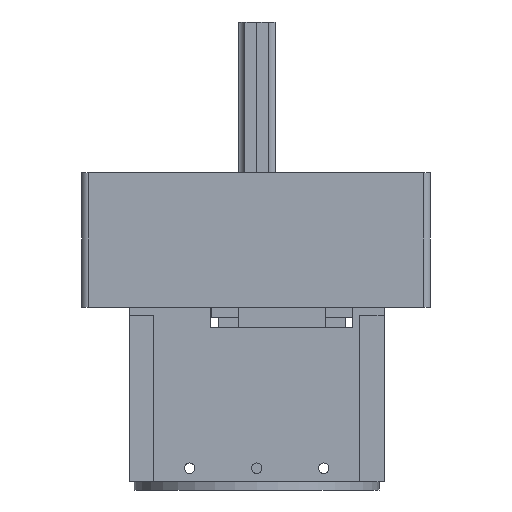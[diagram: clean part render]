
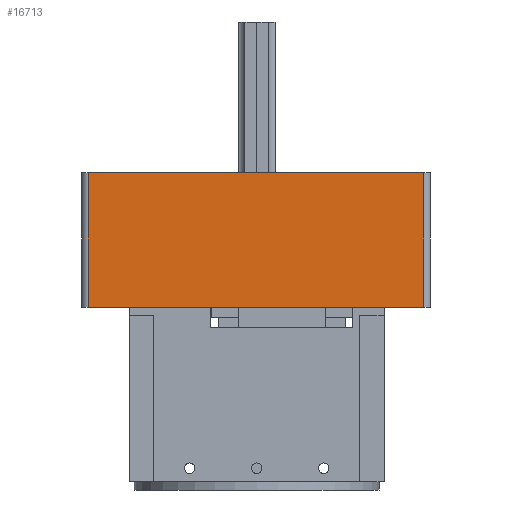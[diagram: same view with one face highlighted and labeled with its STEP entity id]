
A CAD part, front view. The second image highlights one B-rep face of the part: STEP entity #16713.
In plain terms, the highlighted planar face has unit normal (0, -1, 0).
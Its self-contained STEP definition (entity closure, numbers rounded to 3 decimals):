
#2057=FACE_OUTER_BOUND('',#3103,.T.);
#3103=EDGE_LOOP('',(#14542,#14543,#14544,#14545));
#4575=LINE('',#30052,#6286);
#4588=LINE('',#30082,#6299);
#4619=LINE('',#30167,#6330);
#4620=LINE('',#30169,#6331);
#6286=VECTOR('',#21584,10.);
#6299=VECTOR('',#21607,10.);
#6330=VECTOR('',#21696,10.);
#6331=VECTOR('',#21699,10.);
#7938=VERTEX_POINT('',#30049);
#7939=VERTEX_POINT('',#30051);
#7951=VERTEX_POINT('',#30080);
#7976=VERTEX_POINT('',#30165);
#10164=EDGE_CURVE('',#7938,#7939,#4575,.F.);
#10180=EDGE_CURVE('',#7951,#7938,#4588,.T.);
#10223=EDGE_CURVE('',#7939,#7976,#4619,.T.);
#10224=EDGE_CURVE('',#7976,#7951,#4620,.F.);
#14542=ORIENTED_EDGE('',*,*,#10224,.F.);
#14543=ORIENTED_EDGE('',*,*,#10223,.F.);
#14544=ORIENTED_EDGE('',*,*,#10164,.F.);
#14545=ORIENTED_EDGE('',*,*,#10180,.F.);
#15899=PLANE('',#18037);
#16713=ADVANCED_FACE('',(#2057),#15899,.T.);
#18037=AXIS2_PLACEMENT_3D('',#30168,#21697,#21698);
#21584=DIRECTION('',(1.,0.,0.));
#21607=DIRECTION('',(0.,0.,-1.));
#21696=DIRECTION('',(0.,0.,1.));
#21697=DIRECTION('center_axis',(0.,-1.,0.));
#21698=DIRECTION('ref_axis',(-1.,0.,0.));
#21699=DIRECTION('',(-1.,0.,0.));
#30049=CARTESIAN_POINT('',(31.5,-20.493,0.));
#30051=CARTESIAN_POINT('',(-68.5,-20.493,0.));
#30052=CARTESIAN_POINT('',(13.5,-20.493,0.));
#30080=CARTESIAN_POINT('',(31.5,-20.493,40.062));
#30082=CARTESIAN_POINT('',(31.5,-20.493,38.062));
#30165=CARTESIAN_POINT('',(-68.5,-20.493,40.062));
#30167=CARTESIAN_POINT('',(-68.5,-20.493,38.062));
#30168=CARTESIAN_POINT('Origin',(9.5,-20.493,38.062));
#30169=CARTESIAN_POINT('',(-10.5,-20.493,40.062));
